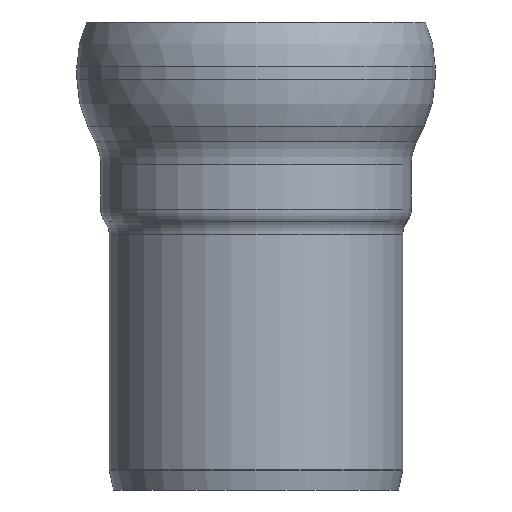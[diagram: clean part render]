
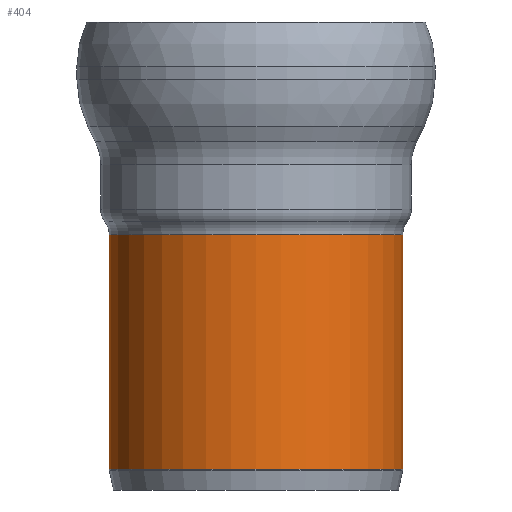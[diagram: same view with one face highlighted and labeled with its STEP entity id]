
A CAD part, front view. The second image highlights one B-rep face of the part: STEP entity #404.
In plain terms, the highlighted cylindrical face has radius 345 mm (diameter 690 mm), a full revolution.
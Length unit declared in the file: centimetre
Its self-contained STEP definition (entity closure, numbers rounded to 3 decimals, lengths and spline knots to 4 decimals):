
#34=CYLINDRICAL_SURFACE('',#474,34.5);
#44=FACE_OUTER_BOUND('',#68,.T.);
#68=EDGE_LOOP('',(#283,#284,#285,#286,#287,#288));
#95=CIRCLE('',#467,34.5);
#96=CIRCLE('',#468,34.5);
#101=CIRCLE('',#475,34.5);
#102=CIRCLE('',#476,34.5);
#150=VERTEX_POINT('',#729);
#151=VERTEX_POINT('',#730);
#155=VERTEX_POINT('',#743);
#156=VERTEX_POINT('',#744);
#197=EDGE_CURVE('',#150,#151,#95,.T.);
#198=EDGE_CURVE('',#151,#150,#96,.T.);
#204=EDGE_CURVE('',#155,#156,#101,.T.);
#205=EDGE_CURVE('',#155,#151,#431,.T.);
#206=EDGE_CURVE('',#156,#155,#102,.T.);
#283=ORIENTED_EDGE('',*,*,#204,.F.);
#284=ORIENTED_EDGE('',*,*,#205,.T.);
#285=ORIENTED_EDGE('',*,*,#197,.F.);
#286=ORIENTED_EDGE('',*,*,#198,.F.);
#287=ORIENTED_EDGE('',*,*,#205,.F.);
#288=ORIENTED_EDGE('',*,*,#206,.F.);
#404=ADVANCED_FACE('',(#44),#34,.T.);
#431=LINE('',#746,#444);
#444=VECTOR('',#582,34.5);
#467=AXIS2_PLACEMENT_3D('',#731,#563,#564);
#468=AXIS2_PLACEMENT_3D('',#732,#565,#566);
#474=AXIS2_PLACEMENT_3D('',#742,#578,#579);
#475=AXIS2_PLACEMENT_3D('',#745,#580,#581);
#476=AXIS2_PLACEMENT_3D('',#747,#583,#584);
#563=DIRECTION('center_axis',(0.,0.,-1.));
#564=DIRECTION('ref_axis',(-1.,0.,0.));
#565=DIRECTION('center_axis',(0.,0.,-1.));
#566=DIRECTION('ref_axis',(-1.,0.,0.));
#578=DIRECTION('center_axis',(0.,0.,1.));
#579=DIRECTION('ref_axis',(1.,0.,0.));
#580=DIRECTION('center_axis',(0.,0.,1.));
#581=DIRECTION('ref_axis',(1.,0.,0.));
#582=DIRECTION('',(0.,0.,-1.));
#583=DIRECTION('center_axis',(0.,0.,1.));
#584=DIRECTION('ref_axis',(1.,0.,0.));
#729=CARTESIAN_POINT('',(0.,34.5,4.849));
#730=CARTESIAN_POINT('',(-34.5,0.,4.849));
#731=CARTESIAN_POINT('Origin',(0.,0.,4.849));
#732=CARTESIAN_POINT('Origin',(0.,0.,4.849));
#742=CARTESIAN_POINT('Origin',(0.,0.,32.3724));
#743=CARTESIAN_POINT('',(-34.5,0.,60.));
#744=CARTESIAN_POINT('',(0.,34.5,60.));
#745=CARTESIAN_POINT('Origin',(0.,0.,60.));
#746=CARTESIAN_POINT('',(-34.5,0.,32.3724));
#747=CARTESIAN_POINT('Origin',(0.,0.,60.));
